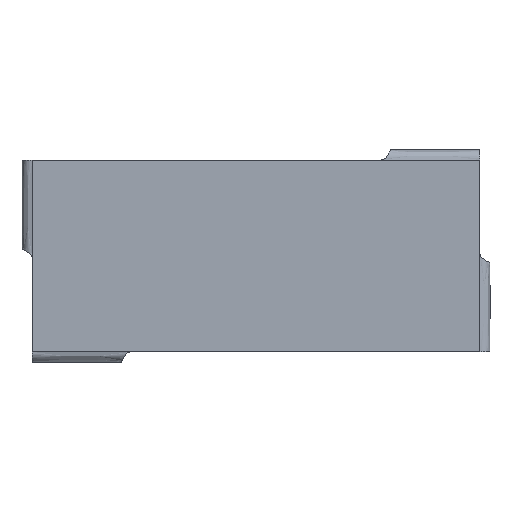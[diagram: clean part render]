
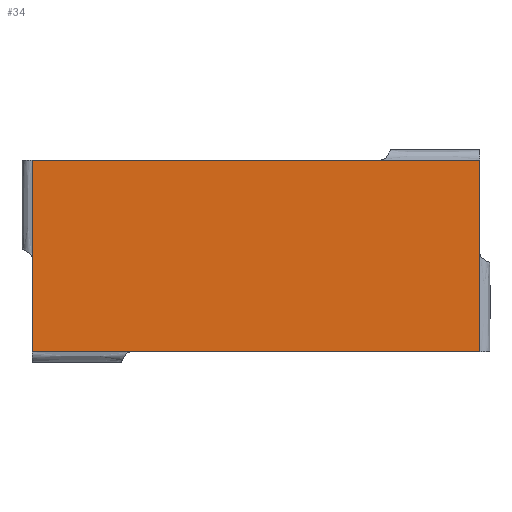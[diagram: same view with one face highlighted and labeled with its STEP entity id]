
A CAD part, top view. The second image highlights one B-rep face of the part: STEP entity #34.
In plain terms, the highlighted planar face has unit normal (0, 0, 1).
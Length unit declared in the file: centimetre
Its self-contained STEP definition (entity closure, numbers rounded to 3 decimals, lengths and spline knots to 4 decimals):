
#34=ADVANCED_FACE($,(#60),#292,.T.);
#60=FACE_OUTER_BOUND($,#86,.T.);
#86=EDGE_LOOP($,(#172,#173,#174,#175,#176,#177,#178,#179));
#172=ORIENTED_EDGE($,*,*,#204,.F.);
#173=ORIENTED_EDGE($,*,*,#252,.T.);
#174=ORIENTED_EDGE($,*,*,#240,.F.);
#175=ORIENTED_EDGE($,*,*,#255,.T.);
#176=ORIENTED_EDGE($,*,*,#216,.F.);
#177=ORIENTED_EDGE($,*,*,#254,.T.);
#178=ORIENTED_EDGE($,*,*,#228,.F.);
#179=ORIENTED_EDGE($,*,*,#253,.T.);
#204=EDGE_CURVE($,#260,#263,#318,.T.);
#216=EDGE_CURVE($,#268,#271,#330,.T.);
#228=EDGE_CURVE($,#276,#279,#342,.T.);
#240=EDGE_CURVE($,#284,#287,#354,.T.);
#252=EDGE_CURVE($,#260,#287,#366,.T.);
#253=EDGE_CURVE($,#276,#263,#367,.T.);
#254=EDGE_CURVE($,#268,#279,#368,.T.);
#255=EDGE_CURVE($,#284,#271,#369,.T.);
#260=VERTEX_POINT($,#2514);
#263=VERTEX_POINT($,#2517);
#268=VERTEX_POINT($,#2522);
#271=VERTEX_POINT($,#2525);
#276=VERTEX_POINT($,#2530);
#279=VERTEX_POINT($,#2533);
#284=VERTEX_POINT($,#2538);
#287=VERTEX_POINT($,#2541);
#292=PLANE($,#462);
#318=B_SPLINE_CURVE_WITH_KNOTS($,3,(#472,#473,#474,#475),.UNSPECIFIED.,.F.,
.F.,(4,4),(0.,31.),.UNSPECIFIED.);
#330=B_SPLINE_CURVE_WITH_KNOTS($,3,(#624,#625,#626,#627),.UNSPECIFIED.,.F.,
.F.,(4,4),(0.,31.),.UNSPECIFIED.);
#342=B_SPLINE_CURVE_WITH_KNOTS($,3,(#776,#777,#778,#779),.UNSPECIFIED.,.F.,
.F.,(4,4),(0.,31.),.UNSPECIFIED.);
#354=B_SPLINE_CURVE_WITH_KNOTS($,3,(#928,#929,#930,#931),.UNSPECIFIED.,.F.,
.F.,(4,4),(0.,31.),.UNSPECIFIED.);
#366=B_SPLINE_CURVE_WITH_KNOTS($,3,(#1080,#1081,#1082,#1083),.UNSPECIFIED.,
.F.,.F.,(4,4),(31.,140.),.UNSPECIFIED.);
#367=B_SPLINE_CURVE_WITH_KNOTS($,3,(#1084,#1085,#1086,#1087),.UNSPECIFIED.,
.F.,.F.,(4,4),(371.,400.),.UNSPECIFIED.);
#368=B_SPLINE_CURVE_WITH_KNOTS($,3,(#1088,#1089,#1090,#1091),.UNSPECIFIED.,
.F.,.F.,(4,4),(231.,340.),.UNSPECIFIED.);
#369=B_SPLINE_CURVE_WITH_KNOTS($,3,(#1092,#1093,#1094,#1095),.UNSPECIFIED.,
.F.,.F.,(4,4),(171.,200.),.UNSPECIFIED.);
#462=AXIS2_PLACEMENT_3D($,#2480,#467,$);
#467=DIRECTION($,(0.,0.,1.));
#472=CARTESIAN_POINT($,(31.,0.0015,28.5584));
#473=CARTESIAN_POINT($,(20.6667,0.0015,28.5584));
#474=CARTESIAN_POINT($,(10.3333,0.0015,28.5584));
#475=CARTESIAN_POINT($,(0.,0.0015,28.5584));
#624=CARTESIAN_POINT($,(109.,59.9985,28.5584));
#625=CARTESIAN_POINT($,(119.3333,59.9985,28.5584));
#626=CARTESIAN_POINT($,(129.6667,59.9985,28.5584));
#627=CARTESIAN_POINT($,(140.,59.9985,28.5584));
#776=CARTESIAN_POINT($,(0.0015,29.,28.5584));
#777=CARTESIAN_POINT($,(0.0015,39.3333,28.5584));
#778=CARTESIAN_POINT($,(0.0015,49.6667,28.5584));
#779=CARTESIAN_POINT($,(0.0015,60.,28.5584));
#928=CARTESIAN_POINT($,(139.9985,31.,28.5584));
#929=CARTESIAN_POINT($,(139.9985,20.6667,28.5584));
#930=CARTESIAN_POINT($,(139.9985,10.3333,28.5584));
#931=CARTESIAN_POINT($,(139.9985,0.,28.5584));
#1080=CARTESIAN_POINT($,(31.,0.0015,28.5584));
#1081=CARTESIAN_POINT($,(67.3328,0.001,28.5584));
#1082=CARTESIAN_POINT($,(103.6657,0.0005,28.5584));
#1083=CARTESIAN_POINT($,(139.9985,0.,28.5584));
#1084=CARTESIAN_POINT($,(0.0015,29.,28.5584));
#1085=CARTESIAN_POINT($,(0.001,19.3338,28.5584));
#1086=CARTESIAN_POINT($,(0.0005,9.6676,28.5584));
#1087=CARTESIAN_POINT($,(0.,0.0015,28.5584));
#1088=CARTESIAN_POINT($,(109.,59.9985,28.5584));
#1089=CARTESIAN_POINT($,(72.6672,59.999,28.5584));
#1090=CARTESIAN_POINT($,(36.3343,59.9995,28.5584));
#1091=CARTESIAN_POINT($,(0.0015,60.,28.5584));
#1092=CARTESIAN_POINT($,(139.9985,31.,28.5584));
#1093=CARTESIAN_POINT($,(139.999,40.6662,28.5584));
#1094=CARTESIAN_POINT($,(139.9995,50.3324,28.5584));
#1095=CARTESIAN_POINT($,(140.,59.9985,28.5584));
#2480=CARTESIAN_POINT($,(0.,0.,28.5584));
#2514=CARTESIAN_POINT($,(31.,0.0015,28.5584));
#2517=CARTESIAN_POINT($,(0.,0.0015,28.5584));
#2522=CARTESIAN_POINT($,(109.,59.9985,28.5584));
#2525=CARTESIAN_POINT($,(140.,59.9985,28.5584));
#2530=CARTESIAN_POINT($,(0.0015,29.,28.5584));
#2533=CARTESIAN_POINT($,(0.0015,60.,28.5584));
#2538=CARTESIAN_POINT($,(139.9985,31.,28.5584));
#2541=CARTESIAN_POINT($,(139.9985,0.,28.5584));
